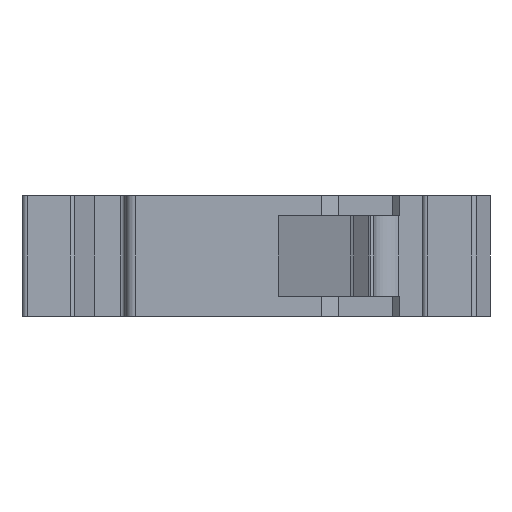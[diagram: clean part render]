
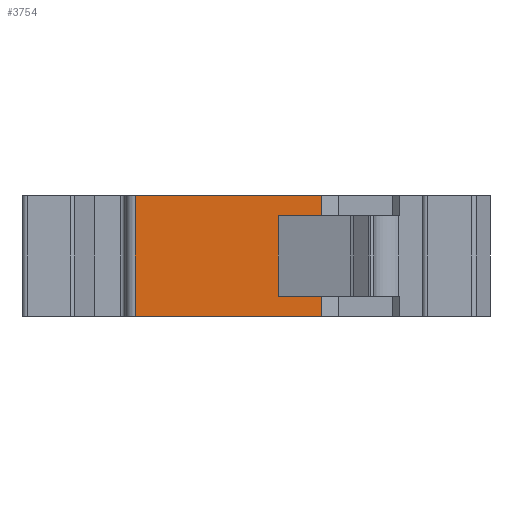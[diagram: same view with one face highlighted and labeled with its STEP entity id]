
A CAD part, front view. The second image highlights one B-rep face of the part: STEP entity #3754.
In plain terms, the highlighted planar face has unit normal (0, -1, 0).
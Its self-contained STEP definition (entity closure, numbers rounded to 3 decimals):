
#231=DIRECTION('',(-1.,0.,0.));
#232=VECTOR('',#231,4.268);
#233=CARTESIAN_POINT('',(9.118,-3.7,-10.));
#234=LINE('',#233,#232);
#238=DIRECTION('',(0.,0.,1.));
#239=VECTOR('',#238,8.);
#240=CARTESIAN_POINT('',(4.85,-3.7,-10.));
#241=LINE('',#240,#239);
#252=DIRECTION('',(-1.,0.,0.));
#253=VECTOR('',#252,18.468);
#254=CARTESIAN_POINT('',(9.118,-3.7,-12.));
#255=LINE('',#254,#253);
#259=DIRECTION('',(0.,0.,-1.));
#260=VECTOR('',#259,2.);
#261=CARTESIAN_POINT('',(9.118,-3.7,0.));
#262=LINE('',#261,#260);
#266=DIRECTION('',(0.,0.,1.));
#267=VECTOR('',#266,2.);
#268=CARTESIAN_POINT('',(9.118,-3.7,-12.));
#269=LINE('',#268,#267);
#1021=DIRECTION('',(-1.,0.,0.));
#1022=VECTOR('',#1021,18.468);
#1023=CARTESIAN_POINT('',(9.118,-3.7,0.));
#1024=LINE('',#1023,#1022);
#1655=DIRECTION('',(1.,0.,0.));
#1656=VECTOR('',#1655,4.268);
#1657=CARTESIAN_POINT('',(4.85,-3.7,-2.));
#1658=LINE('',#1657,#1656);
#1910=DIRECTION('',(0.,0.,-1.));
#1911=VECTOR('',#1910,12.);
#1912=CARTESIAN_POINT('',(-9.35,-3.7,0.));
#1913=LINE('',#1912,#1911);
#3175=CARTESIAN_POINT('',(4.85,-3.7,-10.));
#3177=VERTEX_POINT('',#3175);
#3199=CARTESIAN_POINT('',(9.118,-3.7,-10.));
#3200=VERTEX_POINT('',#3199);
#3201=CARTESIAN_POINT('',(4.85,-3.7,-2.));
#3202=VERTEX_POINT('',#3201);
#3205=CARTESIAN_POINT('',(9.118,-3.7,-12.));
#3206=VERTEX_POINT('',#3205);
#3207=CARTESIAN_POINT('',(-9.35,-3.7,-12.));
#3208=VERTEX_POINT('',#3207);
#3209=CARTESIAN_POINT('',(-9.35,-3.7,0.));
#3210=VERTEX_POINT('',#3209);
#3211=CARTESIAN_POINT('',(9.118,-3.7,0.));
#3212=VERTEX_POINT('',#3211);
#3213=CARTESIAN_POINT('',(9.118,-3.7,-2.));
#3214=VERTEX_POINT('',#3213);
#3733=CARTESIAN_POINT('',(4.85,-3.7,-12.));
#3734=DIRECTION('',(0.,1.,0.));
#3735=DIRECTION('',(-1.,0.,0.));
#3736=AXIS2_PLACEMENT_3D('',#3733,#3734,#3735);
#3737=PLANE('',#3736);
#3739=ORIENTED_EDGE('',*,*,#3738,.F.);
#3741=ORIENTED_EDGE('',*,*,#3740,.T.);
#3743=ORIENTED_EDGE('',*,*,#3742,.F.);
#3745=ORIENTED_EDGE('',*,*,#3744,.F.);
#3747=ORIENTED_EDGE('',*,*,#3746,.T.);
#3749=ORIENTED_EDGE('',*,*,#3748,.F.);
#3750=ORIENTED_EDGE('',*,*,#3717,.F.);
#3751=ORIENTED_EDGE('',*,*,#3699,.F.);
#3752=EDGE_LOOP('',(#3739,#3741,#3743,#3745,#3747,#3749,#3750,#3751));
#3753=FACE_OUTER_BOUND('',#3752,.F.);
#3699=EDGE_CURVE('',#3200,#3177,#234,.T.);
#3717=EDGE_CURVE('',#3177,#3202,#241,.T.);
#3738=EDGE_CURVE('',#3206,#3200,#269,.T.);
#3740=EDGE_CURVE('',#3206,#3208,#255,.T.);
#3742=EDGE_CURVE('',#3210,#3208,#1913,.T.);
#3744=EDGE_CURVE('',#3212,#3210,#1024,.T.);
#3746=EDGE_CURVE('',#3212,#3214,#262,.T.);
#3748=EDGE_CURVE('',#3202,#3214,#1658,.T.);
#3754=ADVANCED_FACE('',(#3753),#3737,.F.);
